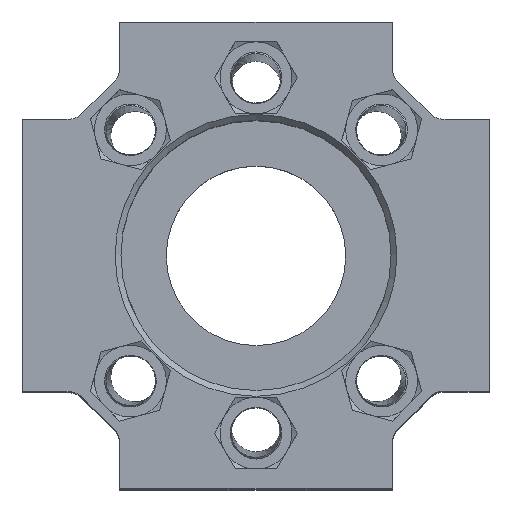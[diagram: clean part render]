
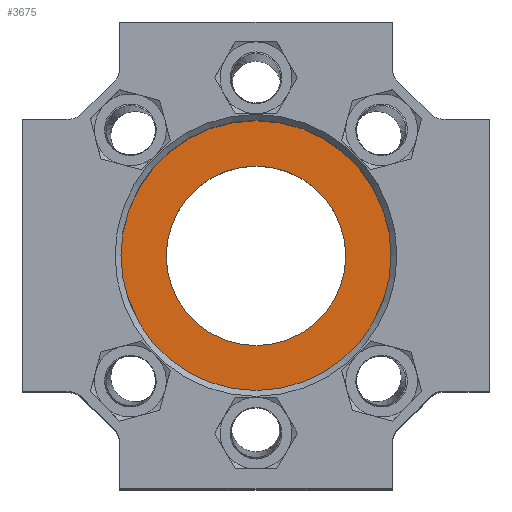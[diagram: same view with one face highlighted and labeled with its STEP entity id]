
A CAD part, top view. The second image highlights one B-rep face of the part: STEP entity #3675.
In plain terms, the highlighted planar face has unit normal (0, 0, 1).
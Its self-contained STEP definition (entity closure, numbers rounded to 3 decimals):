
#608=FACE_BOUND('',#1007,.T.);
#631=PLANE('',#3946);
#789=FACE_OUTER_BOUND('',#1006,.T.);
#1006=EDGE_LOOP('',(#2623));
#1007=EDGE_LOOP('',(#2624));
#1227=CIRCLE('',#3944,15.05);
#1229=CIRCLE('',#3947,10.);
#1560=VERTEX_POINT('',#5773);
#1561=VERTEX_POINT('',#5778);
#1983=EDGE_CURVE('',#1560,#1560,#1227,.T.);
#1985=EDGE_CURVE('',#1561,#1561,#1229,.T.);
#2623=ORIENTED_EDGE('',*,*,#1983,.F.);
#2624=ORIENTED_EDGE('',*,*,#1985,.F.);
#3675=ADVANCED_FACE('',(#789,#608),#631,.F.);
#3944=AXIS2_PLACEMENT_3D('',#5775,#4366,#4367);
#3946=AXIS2_PLACEMENT_3D('',#5777,#4370,#4371);
#3947=AXIS2_PLACEMENT_3D('',#5779,#4372,#4373);
#4366=DIRECTION('center_axis',(0.,0.,-1.));
#4367=DIRECTION('ref_axis',(1.,0.,0.));
#4370=DIRECTION('center_axis',(0.,0.,-1.));
#4371=DIRECTION('ref_axis',(1.,0.,0.));
#4372=DIRECTION('center_axis',(0.,0.,1.));
#4373=DIRECTION('ref_axis',(1.,0.,0.));
#5773=CARTESIAN_POINT('',(-15.05,70.,129.));
#5775=CARTESIAN_POINT('Origin',(0.,70.,129.));
#5777=CARTESIAN_POINT('Origin',(0.,70.,129.));
#5778=CARTESIAN_POINT('',(-10.,70.,129.));
#5779=CARTESIAN_POINT('Origin',(0.,70.,129.));
